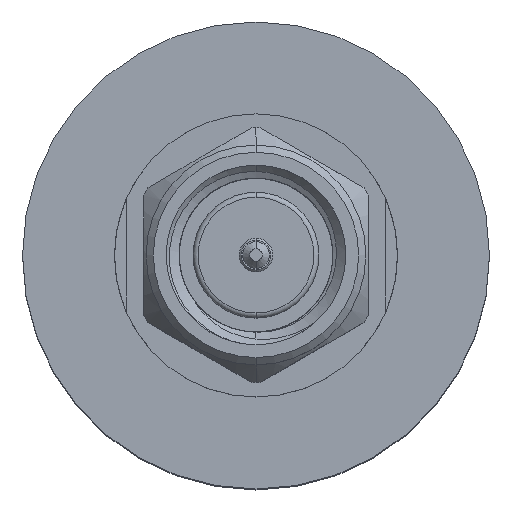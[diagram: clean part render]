
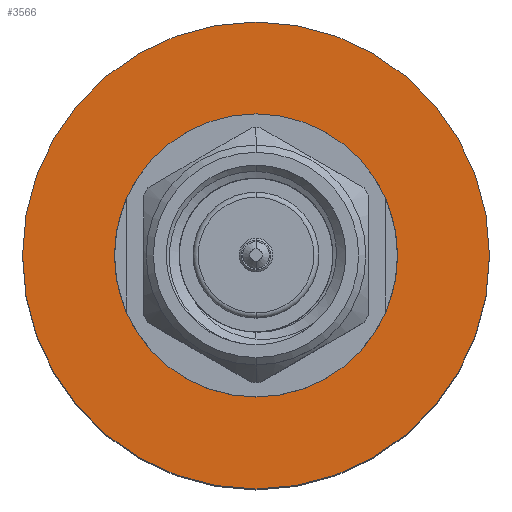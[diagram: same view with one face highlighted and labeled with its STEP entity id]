
A CAD part, top view. The second image highlights one B-rep face of the part: STEP entity #3566.
In plain terms, the highlighted planar face has unit normal (0, 0, 1).
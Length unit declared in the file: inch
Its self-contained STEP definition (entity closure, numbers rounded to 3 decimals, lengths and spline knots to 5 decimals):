
#92 = VERTEX_POINT ( 'NONE', #4922 ) ;
#1209 = DIRECTION ( 'NONE',  ( 0., 0., 1. ) ) ;
#1259 = DIRECTION ( 'NONE',  ( 1., 0., 0. ) ) ;
#1475 = DIRECTION ( 'NONE',  ( 0., 0., 1. ) ) ;
#1584 = CIRCLE ( 'NONE', #9526, 0.19685 ) ;
#1686 = EDGE_CURVE ( 'NONE', #92, #4520, #8276, .T. ) ;
#2059 = PLANE ( 'NONE',  #9937 ) ;
#3059 = DIRECTION ( 'NONE',  ( 1., 0., 0. ) ) ;
#3345 = CIRCLE ( 'NONE', #4135, 0.3248 ) ;
#3445 = VERTEX_POINT ( 'NONE', #12088 ) ;
#3542 = EDGE_CURVE ( 'NONE', #3445, #5269, #8320, .T. ) ;
#3566 = ADVANCED_FACE ( 'NONE', ( #10595, #3920 ), #2059, .T. ) ;
#3570 = ORIENTED_EDGE ( 'NONE', *, *, #9403, .F. ) ;
#3855 = DIRECTION ( 'NONE',  ( 1., 0., 0. ) ) ;
#3920 = FACE_BOUND ( 'NONE', #5981, .T. ) ;
#4135 = AXIS2_PLACEMENT_3D ( 'NONE', #11981, #1475, #9058 ) ;
#4520 = VERTEX_POINT ( 'NONE', #10265 ) ;
#4800 = CARTESIAN_POINT ( 'NONE',  ( 0., 0., 0.02953 ) ) ;
#4922 = CARTESIAN_POINT ( 'NONE',  ( 0.19685, 0., 0.02953 ) ) ;
#5182 = ORIENTED_EDGE ( 'NONE', *, *, #6276, .T. ) ;
#5269 = VERTEX_POINT ( 'NONE', #11263 ) ;
#5499 = CARTESIAN_POINT ( 'NONE',  ( 0., 0., 0.02953 ) ) ;
#5796 = DIRECTION ( 'NONE',  ( 0., 0., 1. ) ) ;
#5981 = EDGE_LOOP ( 'NONE', ( #3570, #9849 ) ) ;
#6276 = EDGE_CURVE ( 'NONE', #5269, #3445, #3345, .T. ) ;
#6731 = CARTESIAN_POINT ( 'NONE',  ( 0., 0., 0.02953 ) ) ;
#6852 = DIRECTION ( 'NONE',  ( 0., 0., 1. ) ) ;
#7318 = DIRECTION ( 'NONE',  ( 1., 0., 0. ) ) ;
#7342 = AXIS2_PLACEMENT_3D ( 'NONE', #4800, #5796, #3855 ) ;
#8111 = ORIENTED_EDGE ( 'NONE', *, *, #3542, .T. ) ;
#8237 = DIRECTION ( 'NONE',  ( 0., 0., 1. ) ) ;
#8276 = CIRCLE ( 'NONE', #8883, 0.19685 ) ;
#8320 = CIRCLE ( 'NONE', #7342, 0.3248 ) ;
#8883 = AXIS2_PLACEMENT_3D ( 'NONE', #6731, #6852, #1259 ) ;
#9058 = DIRECTION ( 'NONE',  ( 1., 0., 0. ) ) ;
#9403 = EDGE_CURVE ( 'NONE', #4520, #92, #1584, .T. ) ;
#9526 = AXIS2_PLACEMENT_3D ( 'NONE', #5499, #8237, #7318 ) ;
#9849 = ORIENTED_EDGE ( 'NONE', *, *, #1686, .F. ) ;
#9937 = AXIS2_PLACEMENT_3D ( 'NONE', #11586, #1209, #3059 ) ;
#10265 = CARTESIAN_POINT ( 'NONE',  ( -0.19685, 0., 0.02953 ) ) ;
#10595 = FACE_OUTER_BOUND ( 'NONE', #10883, .T. ) ;
#10883 = EDGE_LOOP ( 'NONE', ( #8111, #5182 ) ) ;
#11263 = CARTESIAN_POINT ( 'NONE',  ( 0.3248, 0., 0.02953 ) ) ;
#11586 = CARTESIAN_POINT ( 'NONE',  ( 0., 0., 0.02953 ) ) ;
#11981 = CARTESIAN_POINT ( 'NONE',  ( 0., 0., 0.02953 ) ) ;
#12088 = CARTESIAN_POINT ( 'NONE',  ( -0.3248, 0., 0.02953 ) ) ;
